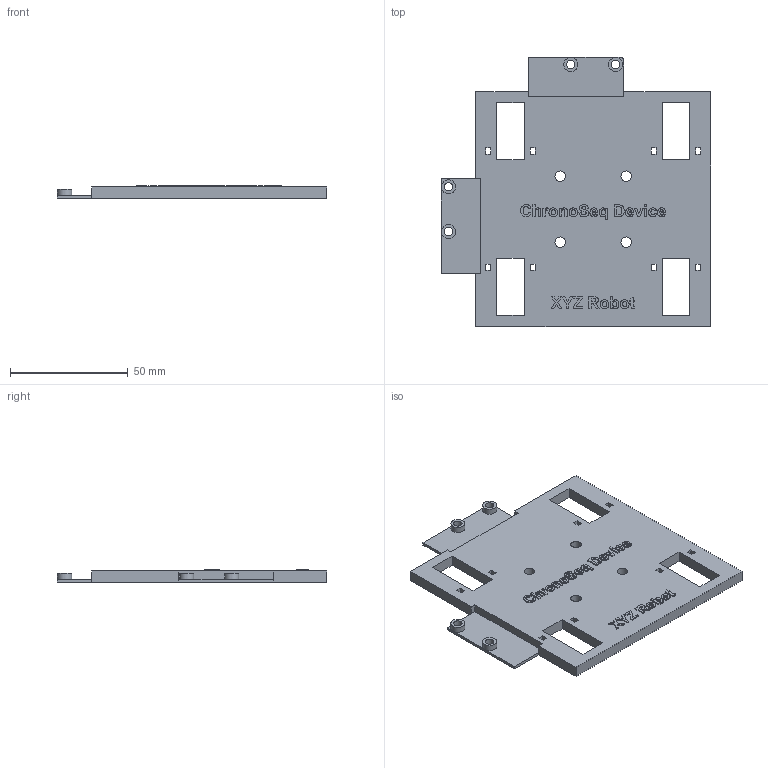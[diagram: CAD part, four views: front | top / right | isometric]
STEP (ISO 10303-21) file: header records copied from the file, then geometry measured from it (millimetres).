
FILE_DESCRIPTION(/* description */ (''),/* implementation_level */ '2;1');
FILE_NAME(/* name */ 'XYZ Robot Central Slider Top with Limit Switch Mounts v10.step',/* time_stamp */ '2024-07-30T21:33:31-07:00',/* author */ (''),/* organization */ (''),/* preprocessor_version */ 'ST-DEVELOPER v20',/* originating_system */ 'Autodesk Translation Framework v13.14.0.145',/* authorisation */ '');
FILE_SCHEMA (('AUTOMOTIVE_DESIGN { 1 0 10303 214 3 1 1 }'));
Length unit declared in the file: millimetre
Products named in the file (1): XYZ Robot Central Slider Top with Limit Switch Mounts
Bounding box: 114.16 x 114.16 x 5.25 mm (x, y, z)
Volume: 42283.6 mm3; surface area: 24218.2 mm2
Topology: 1 solids, 1 shells, 528 faces, 1465 edges, 974 vertices
Faces by surface type: bspline 283, plane 232, cylinder 13
Full cylindrical faces by diameter (mm): 3.6 x4, 4.4 x4, 6 x4
Entity records: 19478 total; most frequent: CARTESIAN_POINT 7779, ORIENTED_EDGE 2930, EDGE_CURVE 1465, DIRECTION 1421, VERTEX_POINT 974, LINE 869, VECTOR 869, EDGE_LOOP 603
